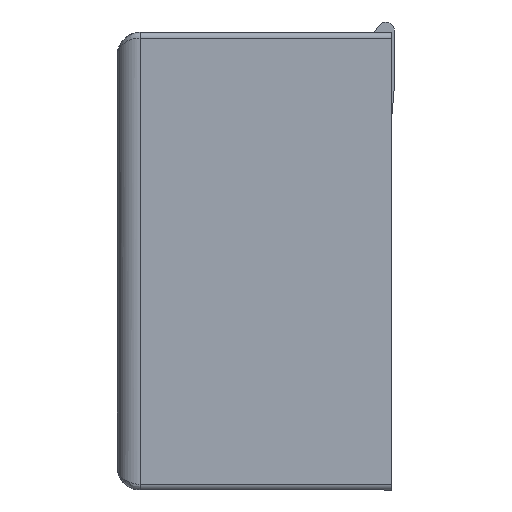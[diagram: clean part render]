
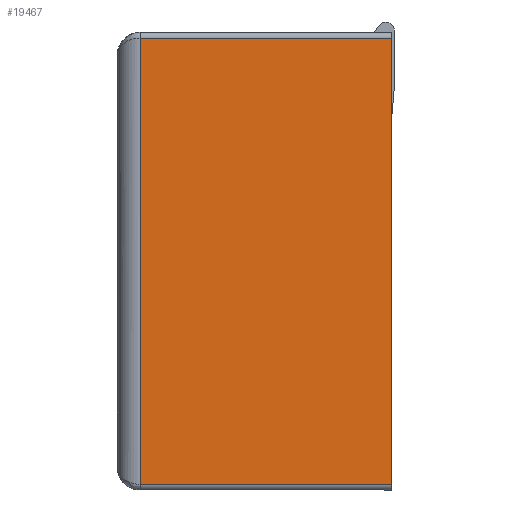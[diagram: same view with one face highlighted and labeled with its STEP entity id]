
A CAD part, front view. The second image highlights one B-rep face of the part: STEP entity #19467.
In plain terms, the highlighted face is planar.
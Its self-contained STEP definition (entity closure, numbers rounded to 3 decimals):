
#346 = PLANE ( 'NONE',  #29043 ) ;
#489 = LINE ( 'NONE', #24089, #17986 ) ;
#699 = CARTESIAN_POINT ( 'NONE',  ( 0.5, 141., 24. ) ) ;
#1419 = VECTOR ( 'NONE', #24437, 1000. ) ;
#2035 = VERTEX_POINT ( 'NONE', #4814 ) ;
#2174 = VERTEX_POINT ( 'NONE', #20260 ) ;
#2635 = DIRECTION ( 'NONE',  ( 0., -1., 0. ) ) ;
#4071 = DIRECTION ( 'NONE',  ( 1., 0., 0. ) ) ;
#4814 = CARTESIAN_POINT ( 'NONE',  ( 0.5, 141., 2. ) ) ;
#8848 = EDGE_CURVE ( 'NONE', #2174, #14676, #489, .T. ) ;
#9337 = EDGE_CURVE ( 'NONE', #14676, #2035, #12600, .T. ) ;
#9651 = ORIENTED_EDGE ( 'NONE', *, *, #9337, .F. ) ;
#10108 = ORIENTED_EDGE ( 'NONE', *, *, #10973, .F. ) ;
#10973 = EDGE_CURVE ( 'NONE', #2035, #11440, #22482, .T. ) ;
#11440 = VERTEX_POINT ( 'NONE', #13962 ) ;
#12600 = LINE ( 'NONE', #28869, #1419 ) ;
#13427 = LINE ( 'NONE', #15855, #21217 ) ;
#13962 = CARTESIAN_POINT ( 'NONE',  ( 39.5, 141., 2. ) ) ;
#14519 = DIRECTION ( 'NONE',  ( 0., 0., -1. ) ) ;
#14676 = VERTEX_POINT ( 'NONE', #699 ) ;
#15855 = CARTESIAN_POINT ( 'NONE',  ( 39.5, 141., 24. ) ) ;
#17986 = VECTOR ( 'NONE', #28511, 1000. ) ;
#19116 = ORIENTED_EDGE ( 'NONE', *, *, #8848, .F. ) ;
#19467 = ADVANCED_FACE ( 'NONE', ( #26521 ), #346, .F. ) ;
#20166 = EDGE_CURVE ( 'NONE', #11440, #2174, #13427, .T. ) ;
#20260 = CARTESIAN_POINT ( 'NONE',  ( 39.5, 141., 24. ) ) ;
#21217 = VECTOR ( 'NONE', #22802, 1000. ) ;
#22482 = LINE ( 'NONE', #29844, #24500 ) ;
#22802 = DIRECTION ( 'NONE',  ( 0., 0., 1. ) ) ;
#23623 = CARTESIAN_POINT ( 'NONE',  ( 0., 141., 24. ) ) ;
#24089 = CARTESIAN_POINT ( 'NONE',  ( 0., 141., 24. ) ) ;
#24437 = DIRECTION ( 'NONE',  ( 0., 0., -1. ) ) ;
#24500 = VECTOR ( 'NONE', #4071, 1000. ) ;
#24789 = ORIENTED_EDGE ( 'NONE', *, *, #20166, .F. ) ;
#26521 = FACE_OUTER_BOUND ( 'NONE', #29605, .T. ) ;
#28511 = DIRECTION ( 'NONE',  ( -1., 0., 0. ) ) ;
#28869 = CARTESIAN_POINT ( 'NONE',  ( 0.5, 141., 24. ) ) ;
#29043 = AXIS2_PLACEMENT_3D ( 'NONE', #23623, #2635, #14519 ) ;
#29605 = EDGE_LOOP ( 'NONE', ( #9651, #19116, #24789, #10108 ) ) ;
#29844 = CARTESIAN_POINT ( 'NONE',  ( 0., 141., 2. ) ) ;
